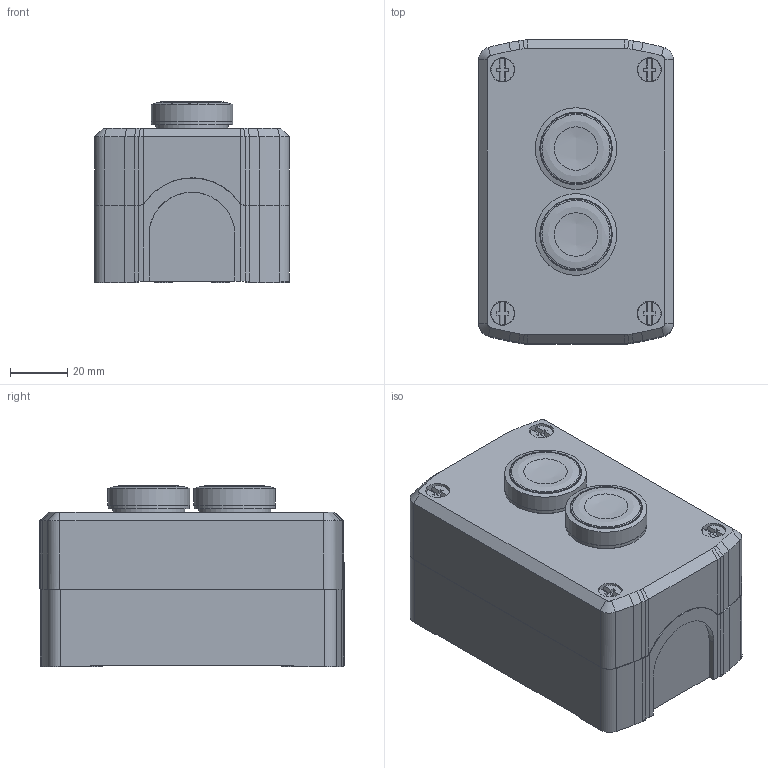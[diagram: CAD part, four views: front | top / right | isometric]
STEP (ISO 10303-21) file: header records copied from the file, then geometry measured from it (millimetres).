
FILE_DESCRIPTION(/* description */ (''),/* implementation_level */ '2;1');
FILE_NAME(/* name */ 'XALD213.stp',/* time_stamp */ '2022-09-19T15:29:19+02:00',/* author */ ('SESA529422'),/* organization */ (''),/* preprocessor_version */ 'ST-DEVELOPER v18',/* originating_system */ 'Autodesk Inventor 2020',/* authorisation */ '');
FILE_SCHEMA (('CONFIG_CONTROL_DESIGN'));
Length unit declared in the file: millimetre
Products named in the file (1): XALD213
Bounding box: 68 x 106.2 x 63.2 mm (x, y, z)
Volume: 116473.9 mm3; surface area: 94672.4 mm2
Topology: 20 solids, 20 shells, 916 faces, 2532 edges, 1718 vertices
Faces by surface type: plane 617, cylinder 224, bspline 55, cone 18, sphere 2
Full cylindrical faces by diameter (mm): 2.5 x4, 3.46 x4, 4 x4, 4.48 x6, 4.482 x2, 6 x4, 6.5 x4, 8 x4, 8.395 x4, 8.42 x4, 8.422 x1, 8.48 x5, 8.482 x2, 12.395 x4, 12.42 x3, 19.793 x2, 20 x2, 20.3 x2, 21.75 x2, 21.922 x2, 22.44 x2, 24.7 x2, 25.2 x2, 28.5 x2
Entity records: 31862 total; most frequent: CARTESIAN_POINT 7854, ORIENTED_EDGE 5064, DIRECTION 4908, EDGE_CURVE 2532, LINE 1728, VECTOR 1728, VERTEX_POINT 1718, AXIS2_PLACEMENT_3D 1590
